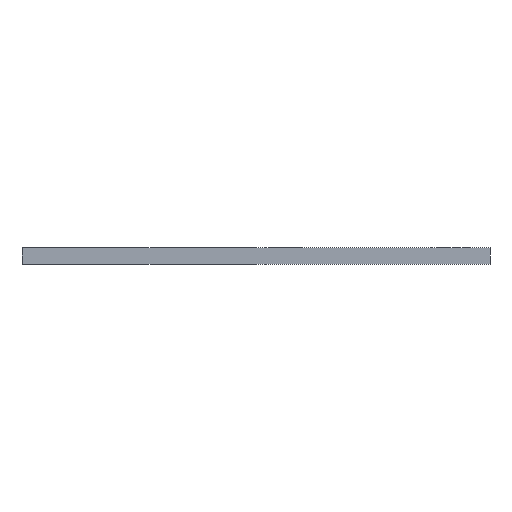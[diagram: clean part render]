
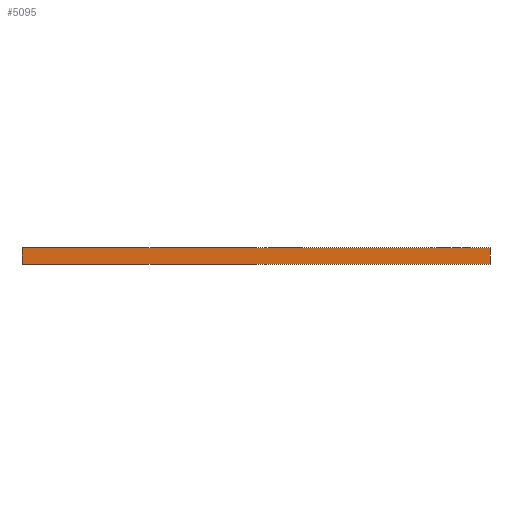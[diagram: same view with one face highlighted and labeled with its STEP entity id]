
A CAD part, left-side view. The second image highlights one B-rep face of the part: STEP entity #5095.
In plain terms, the highlighted planar face has unit normal (-1, 0, 0).
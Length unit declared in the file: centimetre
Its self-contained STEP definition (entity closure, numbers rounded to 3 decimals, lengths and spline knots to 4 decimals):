
#487=LINE('',#6581,#1059);
#611=LINE('',#7596,#1183);
#612=LINE('',#7599,#1184);
#613=LINE('',#7600,#1185);
#1059=VECTOR('',#5590,100.);
#1183=VECTOR('',#5718,100.);
#1184=VECTOR('',#5721,100.);
#1185=VECTOR('',#5722,100.);
#1632=PLANE('',#5376);
#1875=FACE_OUTER_BOUND('',#2174,.T.);
#2174=EDGE_LOOP('',(#3835,#3836,#3837,#3838));
#2468=VERTEX_POINT('',#6578);
#2469=VERTEX_POINT('',#6580);
#2634=VERTEX_POINT('',#7594);
#2635=VERTEX_POINT('',#7598);
#2946=EDGE_CURVE('',#2468,#2469,#487,.T.);
#3114=EDGE_CURVE('',#2468,#2634,#611,.T.);
#3115=EDGE_CURVE('',#2634,#2635,#612,.T.);
#3116=EDGE_CURVE('',#2469,#2635,#613,.T.);
#3835=ORIENTED_EDGE('',*,*,#3115,.T.);
#3836=ORIENTED_EDGE('',*,*,#3116,.F.);
#3837=ORIENTED_EDGE('',*,*,#2946,.F.);
#3838=ORIENTED_EDGE('',*,*,#3114,.T.);
#5095=ADVANCED_FACE('',(#1875),#1632,.F.);
#5376=AXIS2_PLACEMENT_3D('',#7597,#5719,#5720);
#5590=DIRECTION('',(0.,-1.,0.));
#5718=DIRECTION('',(0.,0.,-1.));
#5719=DIRECTION('center_axis',(1.,0.,0.));
#5720=DIRECTION('ref_axis',(0.,0.,-1.));
#5721=DIRECTION('',(0.,-1.,0.));
#5722=DIRECTION('',(0.,0.,-1.));
#6578=CARTESIAN_POINT('',(-0.6,0.6,0.043));
#6580=CARTESIAN_POINT('',(-0.6,-0.6,0.043));
#6581=CARTESIAN_POINT('',(-0.6,-0.6,0.043));
#7594=CARTESIAN_POINT('',(-0.6,0.6,0.));
#7596=CARTESIAN_POINT('',(-0.6,0.6,0.043));
#7597=CARTESIAN_POINT('Origin',(-0.6,-0.6,0.043));
#7598=CARTESIAN_POINT('',(-0.6,-0.6,0.));
#7599=CARTESIAN_POINT('',(-0.6,-0.6,0.));
#7600=CARTESIAN_POINT('',(-0.6,-0.6,0.043));
